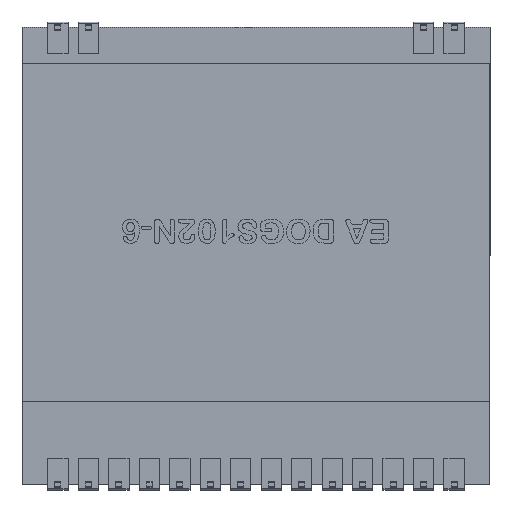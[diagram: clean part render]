
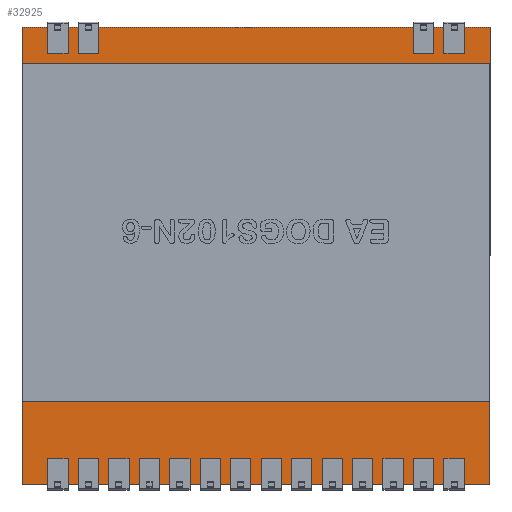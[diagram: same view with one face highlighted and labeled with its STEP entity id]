
A CAD part, front view. The second image highlights one B-rep face of the part: STEP entity #32925.
In plain terms, the highlighted planar face has unit normal (0, -1, 0).
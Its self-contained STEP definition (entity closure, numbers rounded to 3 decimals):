
#423 = DIRECTION ( 'NONE',  ( 1., 0., 0. ) ) ;
#678 = ORIENTED_EDGE ( 'NONE', *, *, #34304, .F. ) ;
#968 = CARTESIAN_POINT ( 'NONE',  ( -19.5, 0., 17.2 ) ) ;
#1723 = FACE_BOUND ( 'NONE', #9509, .T. ) ;
#2024 = ORIENTED_EDGE ( 'NONE', *, *, #6257, .F. ) ;
#2426 = CARTESIAN_POINT ( 'NONE',  ( 0., 0., 0. ) ) ;
#2534 = DIRECTION ( 'NONE',  ( 0., 0., -1. ) ) ;
#2600 = VECTOR ( 'NONE', #19332, 1000. ) ;
#2725 = CARTESIAN_POINT ( 'NONE',  ( -19.49, 0., -14. ) ) ;
#3960 = VECTOR ( 'NONE', #423, 1000. ) ;
#4285 = LINE ( 'NONE', #8637, #10994 ) ;
#5819 = CARTESIAN_POINT ( 'NONE',  ( 19.49, 0., -14. ) ) ;
#6107 = VECTOR ( 'NONE', #27982, 1000. ) ;
#6257 = EDGE_CURVE ( 'NONE', #11901, #20461, #4285, .T. ) ;
#6540 = EDGE_CURVE ( 'NONE', #23662, #23430, #9581, .T. ) ;
#6542 = DIRECTION ( 'NONE',  ( 0., 0., -1. ) ) ;
#6866 = ORIENTED_EDGE ( 'NONE', *, *, #7294, .F. ) ;
#7294 = EDGE_CURVE ( 'NONE', #7928, #11901, #27903, .T. ) ;
#7713 = AXIS2_PLACEMENT_3D ( 'NONE', #2426, #24113, #29655 ) ;
#7928 = VERTEX_POINT ( 'NONE', #11261 ) ;
#8637 = CARTESIAN_POINT ( 'NONE',  ( 19.49, 0., 14.2 ) ) ;
#9509 = EDGE_LOOP ( 'NONE', ( #6866, #30790, #678, #2024 ) ) ;
#9581 = LINE ( 'NONE', #28439, #17172 ) ;
#10648 = EDGE_CURVE ( 'NONE', #23430, #20120, #17078, .T. ) ;
#10994 = VECTOR ( 'NONE', #25143, 1000. ) ;
#11261 = CARTESIAN_POINT ( 'NONE',  ( 19.49, 0., -14. ) ) ;
#11901 = VERTEX_POINT ( 'NONE', #15749 ) ;
#12596 = PLANE ( 'NONE',  #7713 ) ;
#13426 = LINE ( 'NONE', #20852, #29277 ) ;
#15749 = CARTESIAN_POINT ( 'NONE',  ( 19.49, 0., 14.2 ) ) ;
#16791 = VECTOR ( 'NONE', #30883, 1000. ) ;
#17078 = LINE ( 'NONE', #21913, #6107 ) ;
#17172 = VECTOR ( 'NONE', #6542, 1000. ) ;
#17958 = EDGE_CURVE ( 'NONE', #20795, #7928, #25328, .T. ) ;
#19231 = CARTESIAN_POINT ( 'NONE',  ( -19.5, 0., 17.2 ) ) ;
#19332 = DIRECTION ( 'NONE',  ( 0., 0., 1. ) ) ;
#19926 = CARTESIAN_POINT ( 'NONE',  ( -19.5, 0., -20.9 ) ) ;
#20045 = ORIENTED_EDGE ( 'NONE', *, *, #10648, .F. ) ;
#20120 = VERTEX_POINT ( 'NONE', #19926 ) ;
#20461 = VERTEX_POINT ( 'NONE', #28984 ) ;
#20625 = ORIENTED_EDGE ( 'NONE', *, *, #35072, .F. ) ;
#20795 = VERTEX_POINT ( 'NONE', #2725 ) ;
#20852 = CARTESIAN_POINT ( 'NONE',  ( -19.5, 0., -20.9 ) ) ;
#21111 = CARTESIAN_POINT ( 'NONE',  ( 19.5, 0., -20.9 ) ) ;
#21913 = CARTESIAN_POINT ( 'NONE',  ( -19.5, 0., -20.9 ) ) ;
#22430 = ORIENTED_EDGE ( 'NONE', *, *, #32612, .F. ) ;
#22455 = CARTESIAN_POINT ( 'NONE',  ( 19.5, 0., 17.2 ) ) ;
#22651 = CARTESIAN_POINT ( 'NONE',  ( -19.49, 0., -14. ) ) ;
#23430 = VERTEX_POINT ( 'NONE', #21111 ) ;
#23662 = VERTEX_POINT ( 'NONE', #22455 ) ;
#24113 = DIRECTION ( 'NONE',  ( 0., 1., 0. ) ) ;
#25143 = DIRECTION ( 'NONE',  ( -1., 0., 0. ) ) ;
#25328 = LINE ( 'NONE', #22651, #16791 ) ;
#25667 = EDGE_LOOP ( 'NONE', ( #22430, #20045, #28919, #20625 ) ) ;
#26077 = FACE_OUTER_BOUND ( 'NONE', #25667, .T. ) ;
#27903 = LINE ( 'NONE', #5819, #2600 ) ;
#27982 = DIRECTION ( 'NONE',  ( -1., 0., 0. ) ) ;
#28319 = VECTOR ( 'NONE', #2534, 1000. ) ;
#28439 = CARTESIAN_POINT ( 'NONE',  ( 19.5, 0., -20.9 ) ) ;
#28919 = ORIENTED_EDGE ( 'NONE', *, *, #6540, .F. ) ;
#28984 = CARTESIAN_POINT ( 'NONE',  ( -19.49, 0., 14.2 ) ) ;
#29277 = VECTOR ( 'NONE', #31763, 1000. ) ;
#29335 = VERTEX_POINT ( 'NONE', #968 ) ;
#29655 = DIRECTION ( 'NONE',  ( 0., 0., 1. ) ) ;
#30790 = ORIENTED_EDGE ( 'NONE', *, *, #17958, .F. ) ;
#30883 = DIRECTION ( 'NONE',  ( 1., 0., 0. ) ) ;
#31763 = DIRECTION ( 'NONE',  ( 0., 0., 1. ) ) ;
#32267 = CARTESIAN_POINT ( 'NONE',  ( -19.49, 0., 14.2 ) ) ;
#32433 = LINE ( 'NONE', #32267, #28319 ) ;
#32612 = EDGE_CURVE ( 'NONE', #20120, #29335, #13426, .T. ) ;
#32925 = ADVANCED_FACE ( 'NONE', ( #26077, #1723 ), #12596, .F. ) ;
#33680 = LINE ( 'NONE', #19231, #3960 ) ;
#34304 = EDGE_CURVE ( 'NONE', #20461, #20795, #32433, .T. ) ;
#35072 = EDGE_CURVE ( 'NONE', #29335, #23662, #33680, .T. ) ;
